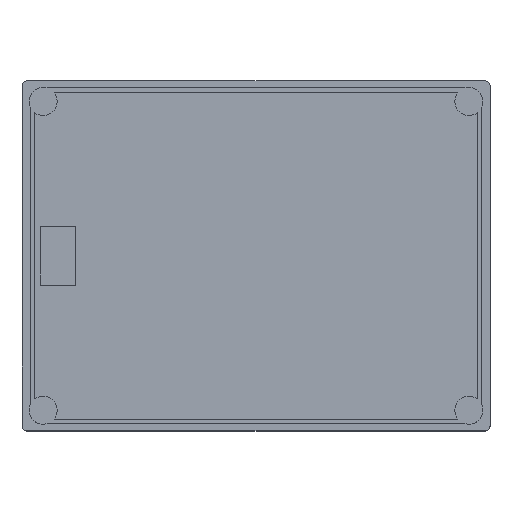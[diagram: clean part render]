
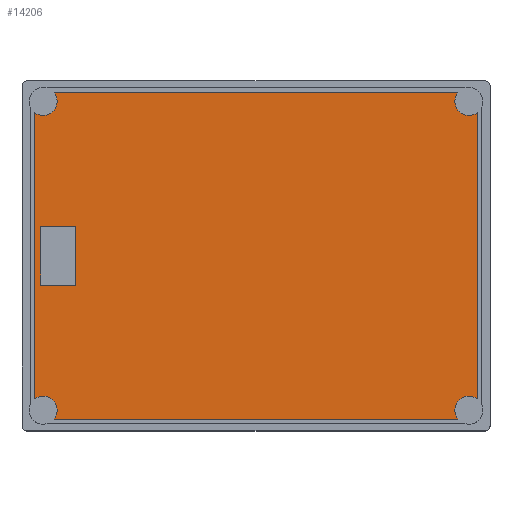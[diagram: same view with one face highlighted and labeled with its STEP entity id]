
A CAD part, top view. The second image highlights one B-rep face of the part: STEP entity #14206.
In plain terms, the highlighted planar face has unit normal (0, 0, 1).
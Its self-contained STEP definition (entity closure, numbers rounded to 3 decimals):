
#13005=CARTESIAN_POINT('',(91.,66.,5.));
#13006=DIRECTION('',(0.,0.,1.));
#13007=DIRECTION('',(-0.781,0.625,0.));
#13008=AXIS2_PLACEMENT_3D('',#13005,#13006,#13007);
#13010=CARTESIAN_POINT('',(91.,-66.,5.));
#13011=DIRECTION('',(0.,0.,-1.));
#13012=DIRECTION('',(-0.781,-0.625,0.));
#13013=AXIS2_PLACEMENT_3D('',#13010,#13011,#13012);
#13015=DIRECTION('',(-1.,0.,0.));
#13016=VECTOR('',#13015,172.633);
#13017=CARTESIAN_POINT('',(86.316,-69.75,5.));
#13018=LINE('',#13017,#13016);
#13019=CARTESIAN_POINT('',(-91.,-66.,5.));
#13020=DIRECTION('',(0.,0.,1.));
#13021=DIRECTION('',(0.781,-0.625,0.));
#13022=AXIS2_PLACEMENT_3D('',#13019,#13020,#13021);
#13024=CARTESIAN_POINT('',(-91.,66.,5.));
#13025=DIRECTION('',(0.,0.,-1.));
#13026=DIRECTION('',(0.781,0.625,0.));
#13027=AXIS2_PLACEMENT_3D('',#13024,#13025,#13026);
#13029=DIRECTION('',(0.,-1.,0.));
#13030=VECTOR('',#13029,25.);
#13031=CARTESIAN_POINT('',(-92.,12.5,5.));
#13032=LINE('',#13031,#13030);
#13033=DIRECTION('',(1.,0.,0.));
#13034=VECTOR('',#13033,15.);
#13035=CARTESIAN_POINT('',(-92.,-12.5,5.));
#13036=LINE('',#13035,#13034);
#13037=DIRECTION('',(0.,1.,0.));
#13038=VECTOR('',#13037,25.);
#13039=CARTESIAN_POINT('',(-77.,-12.5,5.));
#13040=LINE('',#13039,#13038);
#13041=DIRECTION('',(-1.,0.,0.));
#13042=VECTOR('',#13041,15.);
#13043=CARTESIAN_POINT('',(-77.,12.5,5.));
#13044=LINE('',#13043,#13042);
#13045=DIRECTION('',(-1.,0.,0.));
#13046=VECTOR('',#13045,172.633);
#13047=CARTESIAN_POINT('',(86.316,69.75,5.));
#13048=LINE('',#13047,#13046);
#13065=DIRECTION('',(0.,-1.,0.));
#13066=VECTOR('',#13065,122.253);
#13067=CARTESIAN_POINT('',(-94.5,61.127,5.));
#13068=LINE('',#13067,#13066);
#13089=DIRECTION('',(0.,1.,0.));
#13090=VECTOR('',#13089,122.253);
#13091=CARTESIAN_POINT('',(94.5,-61.127,5.));
#13092=LINE('',#13091,#13090);
#13325=CARTESIAN_POINT('',(-86.316,69.75,5.));
#13326=CARTESIAN_POINT('',(-94.5,61.127,5.));
#13327=VERTEX_POINT('',#13325);
#13328=VERTEX_POINT('',#13326);
#13341=CARTESIAN_POINT('',(-86.316,-69.75,5.));
#13342=CARTESIAN_POINT('',(-94.5,-61.127,5.));
#13343=VERTEX_POINT('',#13341);
#13344=VERTEX_POINT('',#13342);
#13357=CARTESIAN_POINT('',(86.316,-69.75,5.));
#13358=CARTESIAN_POINT('',(94.5,-61.127,5.));
#13359=VERTEX_POINT('',#13357);
#13360=VERTEX_POINT('',#13358);
#13373=CARTESIAN_POINT('',(86.316,69.75,5.));
#13374=CARTESIAN_POINT('',(94.5,61.127,5.));
#13375=VERTEX_POINT('',#13373);
#13376=VERTEX_POINT('',#13374);
#13389=CARTESIAN_POINT('',(-92.,12.5,5.));
#13390=CARTESIAN_POINT('',(-92.,-12.5,5.));
#13391=VERTEX_POINT('',#13389);
#13392=VERTEX_POINT('',#13390);
#13393=CARTESIAN_POINT('',(-77.,-12.5,5.));
#13394=VERTEX_POINT('',#13393);
#13395=CARTESIAN_POINT('',(-77.,12.5,5.));
#13396=VERTEX_POINT('',#13395);
#14174=CARTESIAN_POINT('',(0.,0.,5.));
#14175=DIRECTION('',(0.,0.,-1.));
#14176=DIRECTION('',(1.,0.,0.));
#14177=AXIS2_PLACEMENT_3D('',#14174,#14175,#14176);
#14178=PLANE('',#14177);
#14180=ORIENTED_EDGE('',*,*,#14179,.F.);
#14182=ORIENTED_EDGE('',*,*,#14181,.T.);
#14184=ORIENTED_EDGE('',*,*,#14183,.F.);
#14186=ORIENTED_EDGE('',*,*,#14185,.F.);
#14187=ORIENTED_EDGE('',*,*,#14164,.T.);
#14189=ORIENTED_EDGE('',*,*,#14188,.T.);
#14191=ORIENTED_EDGE('',*,*,#14190,.F.);
#14193=ORIENTED_EDGE('',*,*,#14192,.F.);
#14194=EDGE_LOOP('',(#14180,#14182,#14184,#14186,#14187,#14189,#14191,#14193));
#14195=FACE_OUTER_BOUND('',#14194,.F.);
#14197=ORIENTED_EDGE('',*,*,#14196,.T.);
#14199=ORIENTED_EDGE('',*,*,#14198,.T.);
#14201=ORIENTED_EDGE('',*,*,#14200,.T.);
#14203=ORIENTED_EDGE('',*,*,#14202,.T.);
#14204=EDGE_LOOP('',(#14197,#14199,#14201,#14203));
#14205=FACE_BOUND('',#14204,.F.);
#14206=ADVANCED_FACE('',(#14195,#14205),#14178,.F.);
#13009=CIRCLE('',#13008,6.);
#13014=CIRCLE('',#13013,6.);
#13023=CIRCLE('',#13022,6.);
#13028=CIRCLE('',#13027,6.);
#14164=EDGE_CURVE('',#13359,#13343,#13018,.T.);
#14179=EDGE_CURVE('',#13375,#13327,#13048,.T.);
#14181=EDGE_CURVE('',#13375,#13376,#13009,.T.);
#14183=EDGE_CURVE('',#13360,#13376,#13092,.T.);
#14185=EDGE_CURVE('',#13359,#13360,#13014,.T.);
#14188=EDGE_CURVE('',#13343,#13344,#13023,.T.);
#14190=EDGE_CURVE('',#13328,#13344,#13068,.T.);
#14192=EDGE_CURVE('',#13327,#13328,#13028,.T.);
#14196=EDGE_CURVE('',#13391,#13392,#13032,.T.);
#14198=EDGE_CURVE('',#13392,#13394,#13036,.T.);
#14200=EDGE_CURVE('',#13394,#13396,#13040,.T.);
#14202=EDGE_CURVE('',#13396,#13391,#13044,.T.);
